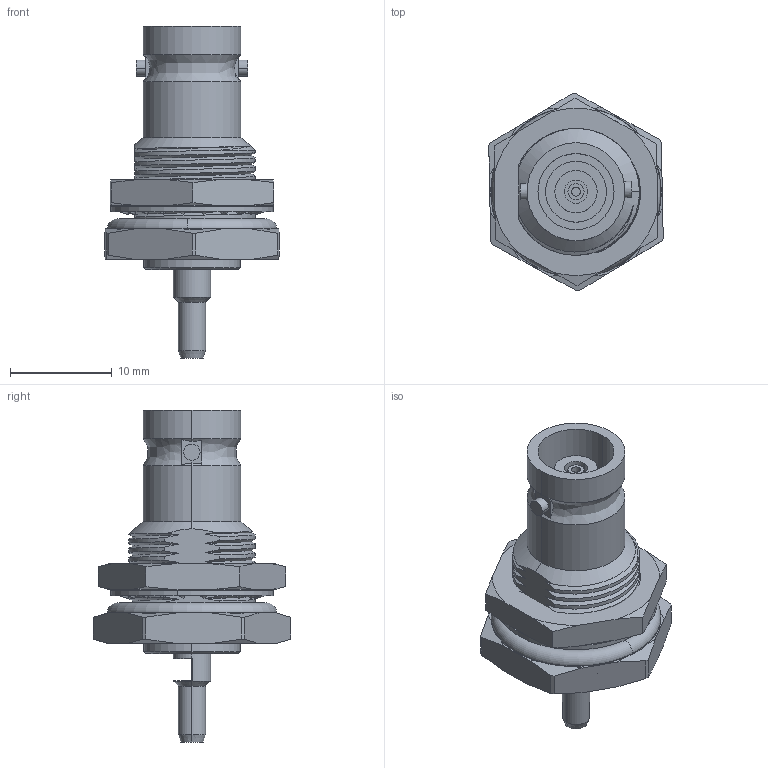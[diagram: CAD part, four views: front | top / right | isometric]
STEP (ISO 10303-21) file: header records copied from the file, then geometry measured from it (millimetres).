
FILE_DESCRIPTION(('FreeCAD Model'),'2;1');
FILE_NAME('PanelMounted-HexBaseBNC.STEP','2020-09-28T18:01:13',('Author'),(''), 'Open CASCADE STEP processor 7.3','FreeCAD','Unknown');
FILE_SCHEMA(('AUTOMOTIVE_DESIGN { 1 0 10303 214 1 1 1 1 }'));
Products named in the file (1): Compound
Bounding box: 17.18 x 19.43 x 32.71 mm (x, y, z)
Volume: 2742.5 mm3; surface area: 3057 mm2
Topology: 4 solids, 4 shells, 318 faces, 2415 edges, 6944 vertices
Faces by surface type: plane 105, bspline 103, cylinder 86, cone 20, torus 4
Entity records: 49661 total; most frequent: CARTESIAN_POINT 31888, DIRECTION 1941, GEOMETRIC_CURVE_SET 1611, ORIENTED_EDGE 1610, TRIMMED_CURVE 1610, B_SPLINE_CURVE_WITH_KNOTS 1197, EDGE_CURVE 805, AXIS2_PLACEMENT_3D 654
